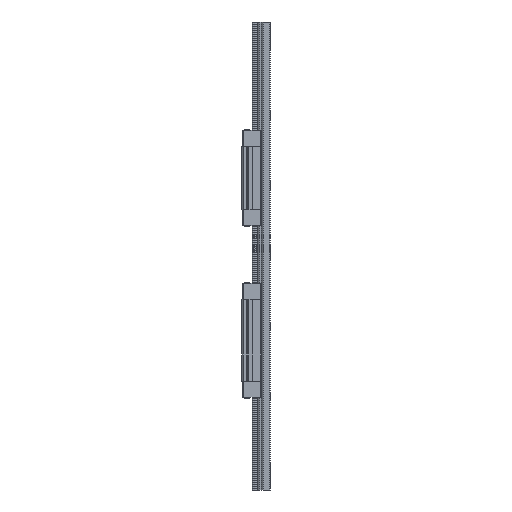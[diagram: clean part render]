
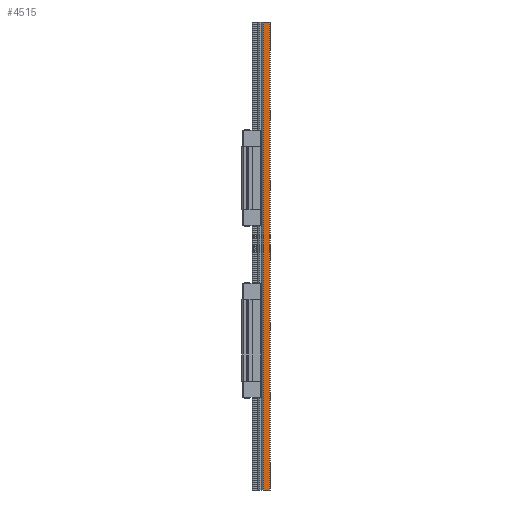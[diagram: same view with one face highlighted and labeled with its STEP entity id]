
A CAD part, left-side view. The second image highlights one B-rep face of the part: STEP entity #4515.
In plain terms, the highlighted planar face has unit normal (-1, 0, 0).
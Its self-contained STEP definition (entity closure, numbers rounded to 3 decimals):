
#48 = VERTEX_POINT ( 'NONE', #8178 ) ;
#213 = LINE ( 'NONE', #6558, #7633 ) ;
#321 = LINE ( 'NONE', #5395, #4240 ) ;
#1068 = DIRECTION ( 'NONE',  ( 0., 0., 1. ) ) ;
#1571 = ORIENTED_EDGE ( 'NONE', *, *, #6360, .F. ) ;
#1668 = ORIENTED_EDGE ( 'NONE', *, *, #3065, .F. ) ;
#1683 = ORIENTED_EDGE ( 'NONE', *, *, #6815, .T. ) ;
#1697 = ORIENTED_EDGE ( 'NONE', *, *, #4431, .T. ) ;
#1704 = LINE ( 'NONE', #6764, #3632 ) ;
#1930 = PLANE ( 'NONE',  #8736 ) ;
#2077 = CARTESIAN_POINT ( 'NONE',  ( 97.079, 80.609, 0. ) ) ;
#2716 = DIRECTION ( 'NONE',  ( 0., -1., 0. ) ) ;
#3031 = VECTOR ( 'NONE', #2716, 1000. ) ;
#3065 = EDGE_CURVE ( 'NONE', #48, #3747, #321, .T. ) ;
#3632 = VECTOR ( 'NONE', #6116, 1000. ) ;
#3747 = VERTEX_POINT ( 'NONE', #2077 ) ;
#4240 = VECTOR ( 'NONE', #1068, 1000. ) ;
#4431 = EDGE_CURVE ( 'NONE', #8000, #8537, #1704, .T. ) ;
#4515 = ADVANCED_FACE ( 'NONE', ( #8324 ), #1930, .T. ) ;
#4735 = CARTESIAN_POINT ( 'NONE',  ( 97.079, 80.609, -200. ) ) ;
#4852 = DIRECTION ( 'NONE',  ( 0., 0., 1. ) ) ;
#4941 = LINE ( 'NONE', #8267, #3031 ) ;
#5367 = CARTESIAN_POINT ( 'NONE',  ( 97.079, 78.009, 0. ) ) ;
#5395 = CARTESIAN_POINT ( 'NONE',  ( 97.079, 80.609, -200. ) ) ;
#6116 = DIRECTION ( 'NONE',  ( 0., 0., 1. ) ) ;
#6360 = EDGE_CURVE ( 'NONE', #3747, #8537, #4941, .T. ) ;
#6558 = CARTESIAN_POINT ( 'NONE',  ( 97.079, 80.609, -200. ) ) ;
#6764 = CARTESIAN_POINT ( 'NONE',  ( 97.079, 78.009, -200. ) ) ;
#6815 = EDGE_CURVE ( 'NONE', #48, #8000, #213, .T. ) ;
#7069 = CARTESIAN_POINT ( 'NONE',  ( 97.079, 78.009, -200. ) ) ;
#7277 = DIRECTION ( 'NONE',  ( 0., -1., 0. ) ) ;
#7633 = VECTOR ( 'NONE', #7277, 1000. ) ;
#8000 = VERTEX_POINT ( 'NONE', #7069 ) ;
#8178 = CARTESIAN_POINT ( 'NONE',  ( 97.079, 80.609, -200. ) ) ;
#8267 = CARTESIAN_POINT ( 'NONE',  ( 97.079, 80.609, 0. ) ) ;
#8324 = FACE_OUTER_BOUND ( 'NONE', #8610, .T. ) ;
#8537 = VERTEX_POINT ( 'NONE', #5367 ) ;
#8610 = EDGE_LOOP ( 'NONE', ( #1571, #1668, #1683, #1697 ) ) ;
#8736 = AXIS2_PLACEMENT_3D ( 'NONE', #4735, #8949, #4852 ) ;
#8949 = DIRECTION ( 'NONE',  ( -1., 0., 0. ) ) ;
